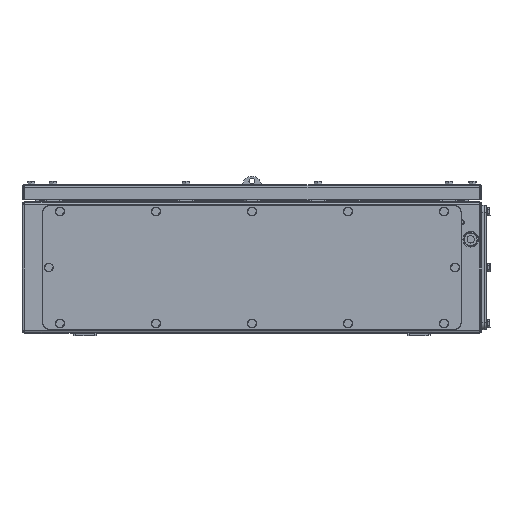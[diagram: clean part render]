
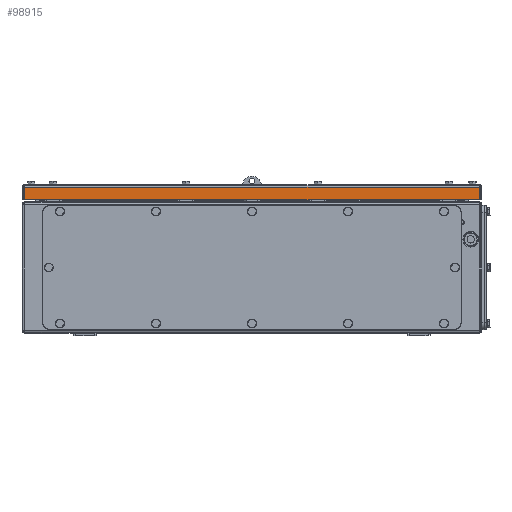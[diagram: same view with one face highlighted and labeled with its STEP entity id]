
A CAD part, left-side view. The second image highlights one B-rep face of the part: STEP entity #98915.
In plain terms, the highlighted planar face has unit normal (-1, 0, 0).
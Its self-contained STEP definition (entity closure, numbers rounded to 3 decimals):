
#98897=AXIS2_PLACEMENT_3D('Plane Axis2P3D',#98894,#98895,#98896) ;
#97402=CARTESIAN_POINT('Line Origine',(41.,321.,183.5)) ;
#97406=CARTESIAN_POINT('Vertex',(41.,627.5,183.5)) ;
#97408=CARTESIAN_POINT('Vertex',(41.,14.5,183.5)) ;
#97989=CARTESIAN_POINT('Vertex',(41.,14.5,200.5)) ;
#97996=CARTESIAN_POINT('Vertex',(41.,627.5,200.5)) ;
#97999=CARTESIAN_POINT('Line Origine',(41.,321.,200.5)) ;
#98894=CARTESIAN_POINT('Axis2P3D Location',(41.,11.5,183.5)) ;
#98899=CARTESIAN_POINT('Line Origine',(41.,14.5,192.)) ;
#98904=CARTESIAN_POINT('Line Origine',(41.,627.5,192.)) ;
#97403=DIRECTION('Vector Direction',(0.,-1.,0.)) ;
#98000=DIRECTION('Vector Direction',(0.,1.,0.)) ;
#98895=DIRECTION('Axis2P3D Direction',(-1.,0.,0.)) ;
#98896=DIRECTION('Axis2P3D XDirection',(0.,-1.,0.)) ;
#98900=DIRECTION('Vector Direction',(0.,0.,1.)) ;
#98905=DIRECTION('Vector Direction',(0.,0.,-1.)) ;
#97404=VECTOR('Line Direction',#97403,1.) ;
#98001=VECTOR('Line Direction',#98000,1.) ;
#98901=VECTOR('Line Direction',#98900,1.) ;
#98906=VECTOR('Line Direction',#98905,1.) ;
#98910=ORIENTED_EDGE('',*,*,#98903,.T.) ;
#98911=ORIENTED_EDGE('',*,*,#98003,.T.) ;
#98912=ORIENTED_EDGE('',*,*,#98908,.T.) ;
#98913=ORIENTED_EDGE('',*,*,#97410,.T.) ;
#98915=ADVANCED_FACE('Cover',(#98914),#98898,.T.) ;
#97410=EDGE_CURVE('',#97407,#97409,#97405,.T.) ;
#98003=EDGE_CURVE('',#97990,#97997,#98002,.T.) ;
#98903=EDGE_CURVE('',#97409,#97990,#98902,.T.) ;
#98908=EDGE_CURVE('',#97997,#97407,#98907,.T.) ;
#98909=EDGE_LOOP('',(#98910,#98911,#98912,#98913)) ;
#98914=FACE_OUTER_BOUND('',#98909,.T.) ;
#97405=LINE('Line',#97402,#97404) ;
#98002=LINE('Line',#97999,#98001) ;
#98902=LINE('Line',#98899,#98901) ;
#98907=LINE('Line',#98904,#98906) ;
#98898=PLANE('',#98897) ;
#97407=VERTEX_POINT('',#97406) ;
#97409=VERTEX_POINT('',#97408) ;
#97990=VERTEX_POINT('',#97989) ;
#97997=VERTEX_POINT('',#97996) ;
